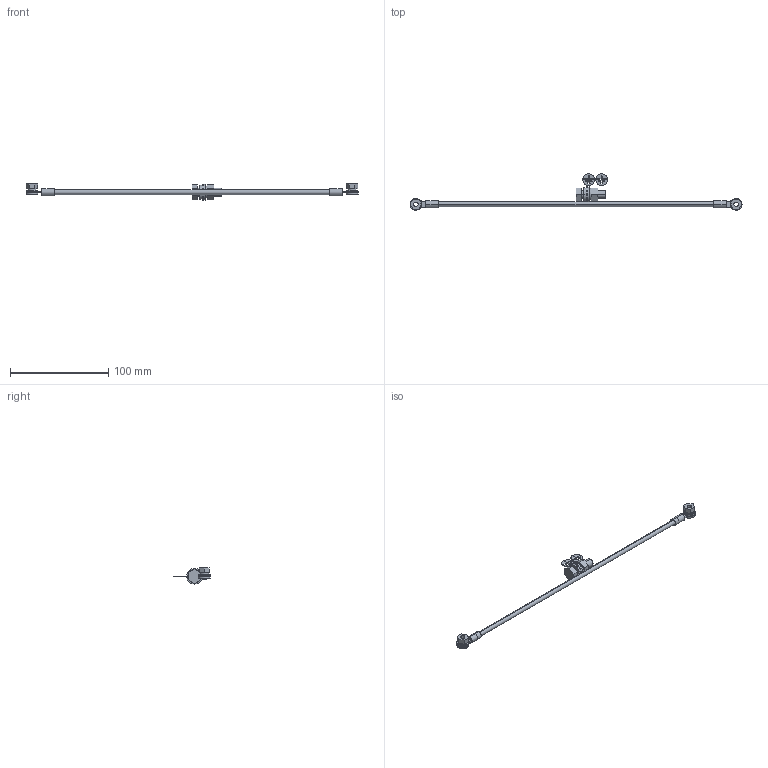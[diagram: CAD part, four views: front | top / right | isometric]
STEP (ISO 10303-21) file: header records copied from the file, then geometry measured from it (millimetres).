
FILE_DESCRIPTION (( 'STEP AP203' ), '1' );
FILE_NAME ('U8012201004 Êîìïëåêò çàçåìëåíèÿ ê UC2_LC2_RS52 (000.801.029).STEP', '2022-04-25T13:17:34', ( '' ), ( '' ), 'SwSTEP 2.0', 'SolidWorks 2017', '' );
FILE_SCHEMA (( 'CONFIG_CONTROL_DESIGN' ));
Length unit declared in the file: millimetre
Products named in the file (13): 蹴濋趌5915_M8; 嵑殧趌11371_8; 嵑殧趌11371_6; 蹴濋趌5915_M6; U8012201004 Êîìïëåêò çàçåìëåíèÿ ê UC2_LC2_RS52 (000.801.029); ﾏ粽臉ﾏﾂ3_4_ﾇ-ﾆ (蓁 UC)_00; 000.615.028 Ïðîâîä çàçåìëåíèÿ_00; 嵑殧趌10463_8; 042-03 Ýòèêåòêà çíàêà çàçåìëåíèÿ_00; 嵑殧趌6402_8; 嵑殧趌6402_6; 鍔錓_7798_M8x25; 袜觐礤黜桕 褪萠6-6
Assembly tree (20 placements, depth 3):
  U8012201004 Êîìïëåêò çàçåìëåíèÿ ê UC2_LC2_RS52 (000.801.029)
    鍔錓_7798_M8x25
    嵑殧趌10463_8
    嵑殧趌11371_8  x2
    嵑殧趌6402_8
    蹴濋趌5915_M8
    000.615.028 Ïðîâîä çàçåìëåíèÿ_00
      ﾏ粽臉ﾏﾂ3_4_ﾇ-ﾆ (蓁 UC)_00
      袜觐礤黜桕 褪萠6-6  x2
    嵑殧趌11371_6  x4
    嵑殧趌6402_6  x2
    蹴濋趌5915_M6  x2
    042-03 Ýòèêåòêà çíàêà çàçåìëåíèÿ_00  x2
Bounding box: 338 x 37 x 16.5 mm (x, y, z)
Volume: 11124.2 mm3; surface area: 11779.7 mm2
Topology: 19 solids, 19 shells, 199 faces, 456 edges, 304 vertices
Faces by surface type: cylinder 104, plane 95
Entity records: 4968 total; most frequent: DIRECTION 653, CARTESIAN_POINT 574, ORIENTED_EDGE 522, EDGE_CURVE 261, AXIS2_PLACEMENT_3D 253, VERTEX_POINT 174, LINE 147, VECTOR 147
